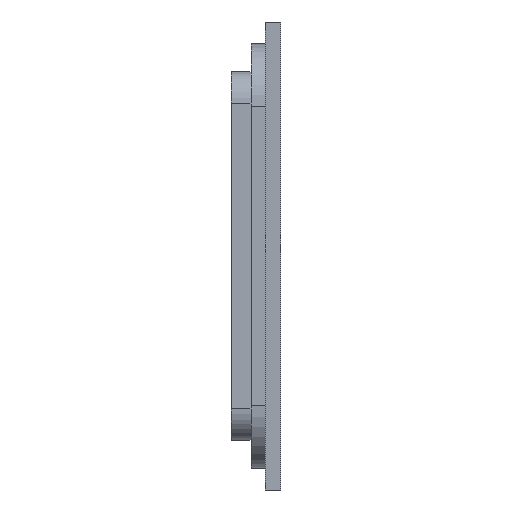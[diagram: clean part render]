
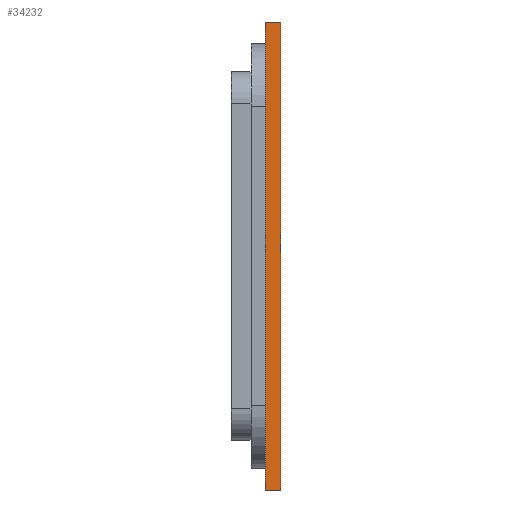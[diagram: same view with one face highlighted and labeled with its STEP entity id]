
A CAD part, left-side view. The second image highlights one B-rep face of the part: STEP entity #34232.
In plain terms, the highlighted planar face has unit normal (-1, 0, 0).
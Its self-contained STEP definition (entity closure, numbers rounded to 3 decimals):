
#196 = DIRECTION ( 'NONE',  ( 0., -1., 0. ) ) ;
#1273 = VECTOR ( 'NONE', #196, 1000. ) ;
#3475 = VERTEX_POINT ( 'NONE', #4168 ) ;
#3582 = DIRECTION ( 'NONE',  ( 1., 0., 0. ) ) ;
#4168 = CARTESIAN_POINT ( 'NONE',  ( -18.75, 1.25, -18.75 ) ) ;
#4925 = VERTEX_POINT ( 'NONE', #28832 ) ;
#5100 = LINE ( 'NONE', #13570, #35700 ) ;
#6753 = VECTOR ( 'NONE', #35391, 1000. ) ;
#7997 = ORIENTED_EDGE ( 'NONE', *, *, #13058, .T. ) ;
#8681 = ORIENTED_EDGE ( 'NONE', *, *, #38442, .T. ) ;
#9517 = PLANE ( 'NONE',  #22504 ) ;
#9626 = VERTEX_POINT ( 'NONE', #37340 ) ;
#10286 = CARTESIAN_POINT ( 'NONE',  ( -18.75, 1.25, 18.75 ) ) ;
#10563 = DIRECTION ( 'NONE',  ( 0., 0., 1. ) ) ;
#11756 = CARTESIAN_POINT ( 'NONE',  ( -18.75, 1.25, -18.75 ) ) ;
#13058 = EDGE_CURVE ( 'NONE', #3475, #9626, #30406, .T. ) ;
#13470 = VECTOR ( 'NONE', #10563, 1000. ) ;
#13570 = CARTESIAN_POINT ( 'NONE',  ( -18.75, 0., 0. ) ) ;
#13769 = ORIENTED_EDGE ( 'NONE', *, *, #36038, .F. ) ;
#15934 = VERTEX_POINT ( 'NONE', #10286 ) ;
#17287 = LINE ( 'NONE', #18174, #1273 ) ;
#18174 = CARTESIAN_POINT ( 'NONE',  ( -18.75, 1.25, 18.75 ) ) ;
#19333 = CARTESIAN_POINT ( 'NONE',  ( -18.75, 1.25, 0. ) ) ;
#21554 = CARTESIAN_POINT ( 'NONE',  ( -18.75, 1.25, 0. ) ) ;
#22504 = AXIS2_PLACEMENT_3D ( 'NONE', #21554, #3582, #24506 ) ;
#24506 = DIRECTION ( 'NONE',  ( 0., 0., -1. ) ) ;
#28832 = CARTESIAN_POINT ( 'NONE',  ( -18.75, 0., 18.75 ) ) ;
#29111 = EDGE_LOOP ( 'NONE', ( #8681, #31814, #13769, #7997 ) ) ;
#29251 = LINE ( 'NONE', #19333, #13470 ) ;
#30406 = LINE ( 'NONE', #11756, #6753 ) ;
#31290 = DIRECTION ( 'NONE',  ( 0., 0., 1. ) ) ;
#31814 = ORIENTED_EDGE ( 'NONE', *, *, #35832, .F. ) ;
#34232 = ADVANCED_FACE ( 'NONE', ( #36587 ), #9517, .F. ) ;
#35391 = DIRECTION ( 'NONE',  ( 0., -1., 0. ) ) ;
#35700 = VECTOR ( 'NONE', #31290, 1000. ) ;
#35832 = EDGE_CURVE ( 'NONE', #15934, #4925, #17287, .T. ) ;
#36038 = EDGE_CURVE ( 'NONE', #3475, #15934, #29251, .T. ) ;
#36587 = FACE_OUTER_BOUND ( 'NONE', #29111, .T. ) ;
#37340 = CARTESIAN_POINT ( 'NONE',  ( -18.75, 0., -18.75 ) ) ;
#38442 = EDGE_CURVE ( 'NONE', #9626, #4925, #5100, .T. ) ;
